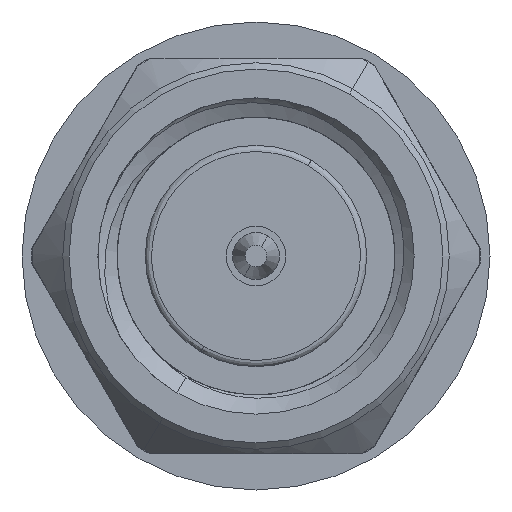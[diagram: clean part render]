
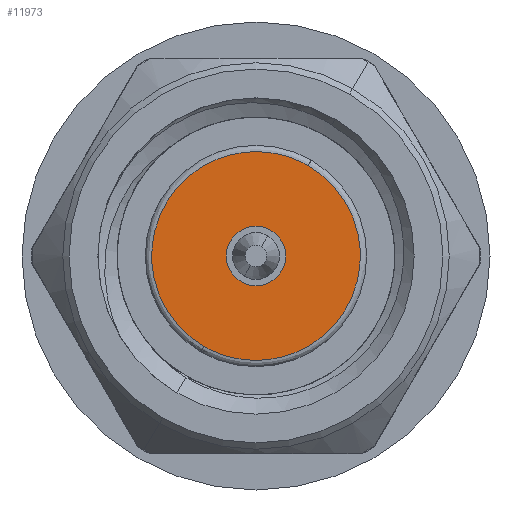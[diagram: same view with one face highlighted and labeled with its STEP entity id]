
A CAD part, left-side view. The second image highlights one B-rep face of the part: STEP entity #11973.
In plain terms, the highlighted planar face has unit normal (-1, 0, 0).
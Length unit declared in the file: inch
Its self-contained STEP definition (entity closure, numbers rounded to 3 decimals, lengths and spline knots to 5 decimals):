
#103 = ORIENTED_EDGE ( 'NONE', *, *, #20362, .F. ) ;
#179 = CARTESIAN_POINT ( 'NONE',  ( 0.1, 0.04125, -0.07145 ) ) ;
#1046 = CARTESIAN_POINT ( 'NONE',  ( 0.1, 0.04125, -0.07145 ) ) ;
#1504 = DIRECTION ( 'NONE',  ( 0., 0.5, -0.866 ) ) ;
#1725 = CARTESIAN_POINT ( 'NONE',  ( 0.1, -0.04125, 0.07145 ) ) ;
#2868 = CARTESIAN_POINT ( 'NONE',  ( 0.1, 0., 0. ) ) ;
#3021 = VERTEX_POINT ( 'NONE', #3480 ) ;
#3137 = FACE_OUTER_BOUND ( 'NONE', #11603, .T. ) ;
#3324 = EDGE_LOOP ( 'NONE', ( #5334, #14171 ) ) ;
#3480 = CARTESIAN_POINT ( 'NONE',  ( 0.1, -0.01175, 0.02035 ) ) ;
#3818 = VERTEX_POINT ( 'NONE', #1046 ) ;
#4063 =( BOUNDED_CURVE ( )  B_SPLINE_CURVE ( 3, ( #5450, #5233, #10249, #179 ),
 .UNSPECIFIED., .F., .T. ) 
 B_SPLINE_CURVE_WITH_KNOTS ( ( 4, 4 ),
 ( 0., 1. ),
 .UNSPECIFIED. ) 
 CURVE ( )  GEOMETRIC_REPRESENTATION_ITEM ( )  RATIONAL_B_SPLINE_CURVE ( ( 1., 0.333, 0.333, 1. ) ) 
 REPRESENTATION_ITEM ( '' )  );
#4361 = DIRECTION ( 'NONE',  ( 1., 0., 0. ) ) ;
#4794 = CARTESIAN_POINT ( 'NONE',  ( 0.1, 0.10164, 0.15395 ) ) ;
#5233 = CARTESIAN_POINT ( 'NONE',  ( 0.1, -0.18414, -0.01105 ) ) ;
#5334 = ORIENTED_EDGE ( 'NONE', *, *, #7902, .F. ) ;
#5450 = CARTESIAN_POINT ( 'NONE',  ( 0.1, -0.04125, 0.07145 ) ) ;
#6199 = CARTESIAN_POINT ( 'NONE',  ( 0.1, 0., 0. ) ) ;
#6388 = DIRECTION ( 'NONE',  ( -1., 0., 0. ) ) ;
#6398 = CARTESIAN_POINT ( 'NONE',  ( 0.1, 0.18414, 0.01105 ) ) ;
#6767 = ORIENTED_EDGE ( 'NONE', *, *, #11836, .F. ) ;
#6832 = EDGE_CURVE ( 'NONE', #3021, #8236, #20047, .T. ) ;
#7780 = DIRECTION ( 'NONE',  ( 0., 0.5, -0.866 ) ) ;
#7902 = EDGE_CURVE ( 'NONE', #8236, #3021, #14485, .T. ) ;
#8236 = VERTEX_POINT ( 'NONE', #10678 ) ;
#9531 = DIRECTION ( 'NONE',  ( 0., 0.5, -0.866 ) ) ;
#10249 = CARTESIAN_POINT ( 'NONE',  ( 0.1, -0.10164, -0.15395 ) ) ;
#10645 = VERTEX_POINT ( 'NONE', #1725 ) ;
#10678 = CARTESIAN_POINT ( 'NONE',  ( 0.1, 0.01175, -0.02035 ) ) ;
#11337 = CARTESIAN_POINT ( 'NONE',  ( 0.1, 0.04125, -0.07145 ) ) ;
#11603 = EDGE_LOOP ( 'NONE', ( #6767, #103 ) ) ;
#11836 = EDGE_CURVE ( 'NONE', #3818, #10645, #17252, .T. ) ;
#11973 = ADVANCED_FACE ( 'NONE', ( #21093, #3137 ), #16129, .F. ) ;
#13409 = AXIS2_PLACEMENT_3D ( 'NONE', #6199, #4361, #9531 ) ;
#14171 = ORIENTED_EDGE ( 'NONE', *, *, #6832, .F. ) ;
#14485 = CIRCLE ( 'NONE', #16421, 0.0235 ) ;
#14739 = CARTESIAN_POINT ( 'NONE',  ( 0.1, -0.04125, 0.07145 ) ) ;
#15046 = AXIS2_PLACEMENT_3D ( 'NONE', #2868, #6388, #7780 ) ;
#15047 = CARTESIAN_POINT ( 'NONE',  ( 0.1, 0., 0. ) ) ;
#15117 = DIRECTION ( 'NONE',  ( -1., 0., 0. ) ) ;
#16129 = PLANE ( 'NONE',  #13409 ) ;
#16421 = AXIS2_PLACEMENT_3D ( 'NONE', #15047, #15117, #1504 ) ;
#17252 =( BOUNDED_CURVE ( )  B_SPLINE_CURVE ( 3, ( #11337, #6398, #4794, #14739 ),
 .UNSPECIFIED., .F., .T. ) 
 B_SPLINE_CURVE_WITH_KNOTS ( ( 4, 4 ),
 ( 0., 1. ),
 .UNSPECIFIED. ) 
 CURVE ( )  GEOMETRIC_REPRESENTATION_ITEM ( )  RATIONAL_B_SPLINE_CURVE ( ( 1., 0.333, 0.333, 1. ) ) 
 REPRESENTATION_ITEM ( '' )  );
#20047 = CIRCLE ( 'NONE', #15046, 0.0235 ) ;
#20362 = EDGE_CURVE ( 'NONE', #10645, #3818, #4063, .T. ) ;
#21093 = FACE_BOUND ( 'NONE', #3324, .T. ) ;
